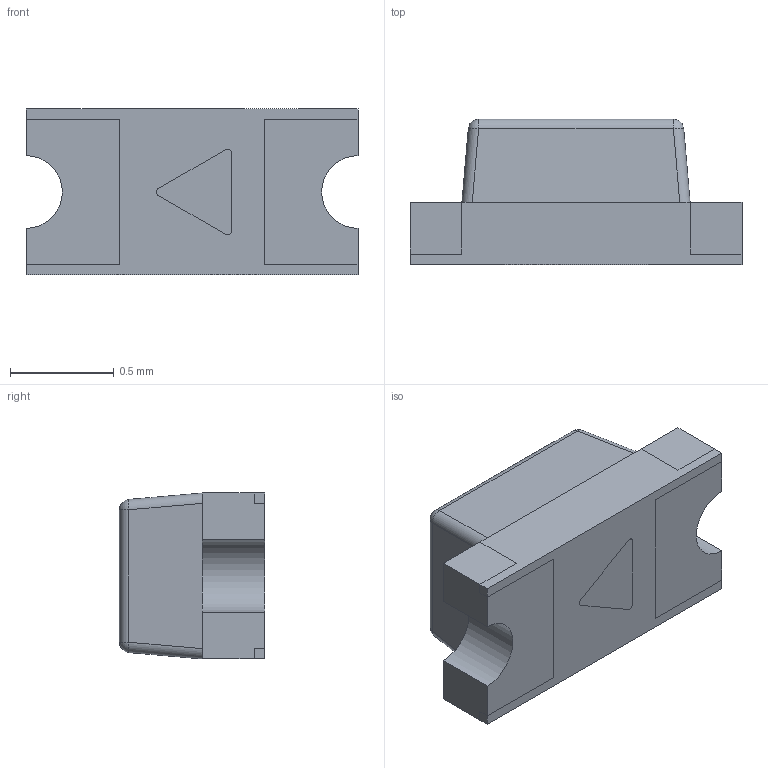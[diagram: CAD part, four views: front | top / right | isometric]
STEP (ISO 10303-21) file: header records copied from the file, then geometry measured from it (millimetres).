
FILE_DESCRIPTION (( 'STEP AP214' ), '1' );
FILE_NAME ('150060GS75000.STEP', '2021-06-03T08:50:19', ( '' ), ( '' ), 'SwSTEP 2.0', 'SolidWorks 2018', '' );
FILE_SCHEMA (( 'AUTOMOTIVE_DESIGN' ));
Length unit declared in the file: millimetre
Products named in the file (1): 150060GS75000
Bounding box: 1.6 x 0.7 x 0.8 mm (x, y, z)
Volume: 0.7 mm3; surface area: 7.7 mm2
Topology: 4 solids, 4 shells, 88 faces, 220 edges, 137 vertices
Faces by surface type: plane 66, cylinder 18, sphere 4
Entity records: 3056 total; most frequent: CARTESIAN_POINT 454, ORIENTED_EDGE 432, DIRECTION 422, EDGE_CURVE 216, LINE 180, VECTOR 180, VERTEX_POINT 137, AXIS2_PLACEMENT_3D 121
